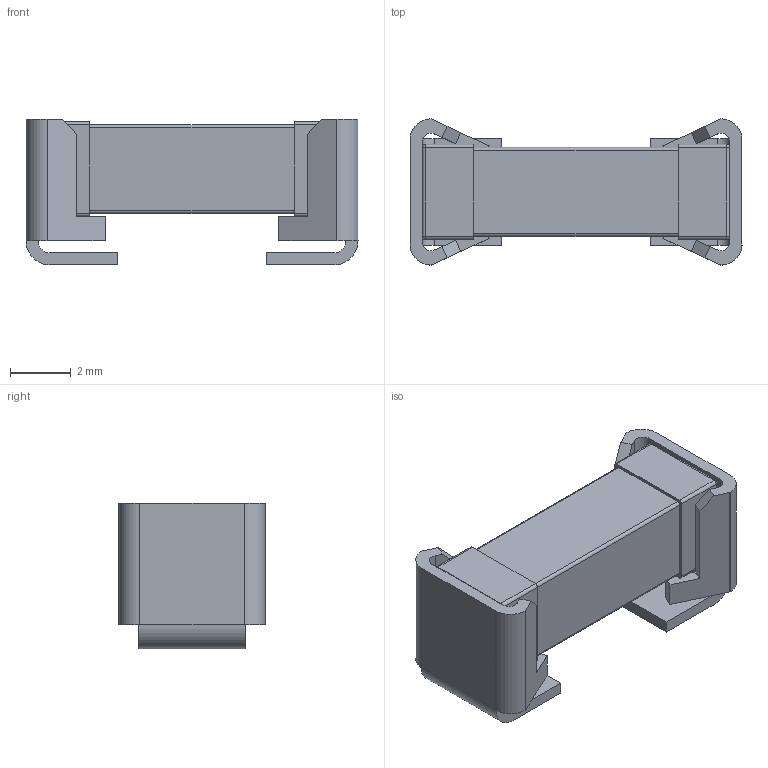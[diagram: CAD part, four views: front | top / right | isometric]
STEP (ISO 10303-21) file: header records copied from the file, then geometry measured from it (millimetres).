
FILE_DESCRIPTION (( 'STEP AP214' ), '1' );
FILE_NAME ('User Library-0160002_MR.STEP', '2014-12-14T08:52:52', ( 'Windows User' ), ( '' ), 'SwSTEP 2.0', 'SolidWorks 2015', '' );
FILE_SCHEMA (( 'AUTOMOTIVE_DESIGN' ));
Length unit declared in the file: millimetre
Products named in the file (8): User Library-0160002_MR_Fillet; User Library-0160002_MR_Free-Models005; User Library-0160002_MR_Free-Models004; User Library-0160002_MR_Free-Models003; User Library-0160002_MR_Free-Models002; User Library-0160002_MR_Free-Models001; User Library-0160002_MR_Free-Models; User Library-0160002_MR
Assembly tree (7 placements, depth 2):
  User Library-0160002_MR
    User Library-0160002_MR_Free-Models
    User Library-0160002_MR_Free-Models001
    User Library-0160002_MR_Free-Models002
    User Library-0160002_MR_Free-Models003
    User Library-0160002_MR_Free-Models004
    User Library-0160002_MR_Free-Models005
    User Library-0160002_MR_Fillet
Bounding box: 10.9 x 4.8 x 4.79 mm (x, y, z)
Volume: 122.5 mm3; surface area: 364.3 mm2
Topology: 7 solids, 7 shells, 110 faces, 272 edges, 168 vertices
Faces by surface type: plane 70, cylinder 32, bspline 8
Entity records: 4788 total; most frequent: CARTESIAN_POINT 672, DIRECTION 552, ORIENTED_EDGE 528, EDGE_CURVE 264, LINE 200, VECTOR 200, AXIS2_PLACEMENT_3D 176, VERTEX_POINT 168
